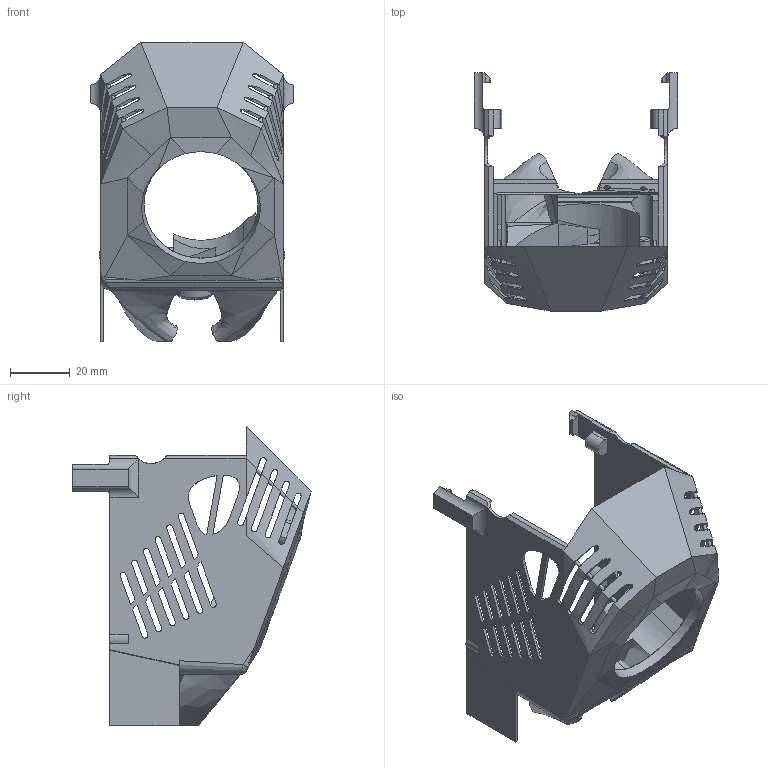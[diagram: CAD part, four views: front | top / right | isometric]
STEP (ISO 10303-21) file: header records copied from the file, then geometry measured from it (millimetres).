
FILE_DESCRIPTION(/* description */ ('STEP AP214'),/* implementation_level */ '2;1');
FILE_NAME(/* name */ 'Case v13.1 - Clearance and Whistling.step',/* time_stamp */ '2025-04-19T21:23:45-06:00',/* author */ (''),/* organization */ (''),/* preprocessor_version */ 'ST-DEVELOPER v20.1',/* originating_system */ 'Autodesk Translation Framework v14.4.0.0',/* authorisation */ '');
FILE_SCHEMA (('AUTOMOTIVE_DESIGN { 1 0 10303 214 3 1 1 }'));
Length unit declared in the file: millimetre
Products named in the file (2): JXHSV08-06000 ¼·³öÅçÍ·×é¼
þ£¨ÐÐÐÇ£©hotend assembly planetary; Component96
Assembly tree (1 placements, depth 2):
  JXHSV08-06000 ¼·³öÅçÍ·×é¼
þ£¨ÐÐÐÇ£©hotend assembly planetary
    Component96
Bounding box: 68.01 x 79.56 x 99.88 mm (x, y, z)
Volume: 26310.4 mm3; surface area: 36249.9 mm2
Topology: 1 solids, 1 shells, 577 faces, 1931 edges, 1323 vertices
Faces by surface type: plane 320, cylinder 137, bspline 94, cone 18, torus 8
Full cylindrical faces by diameter (mm): 1.2 x2, 2 x2, 4.2 x4, 4.3 x1, 38.058 x1
Entity records: 28472 total; most frequent: CARTESIAN_POINT 12417, ORIENTED_EDGE 3854, DIRECTION 2724, EDGE_CURVE 1927, VERTEX_POINT 1323, LINE 980, VECTOR 980, AXIS2_PLACEMENT_3D 872
